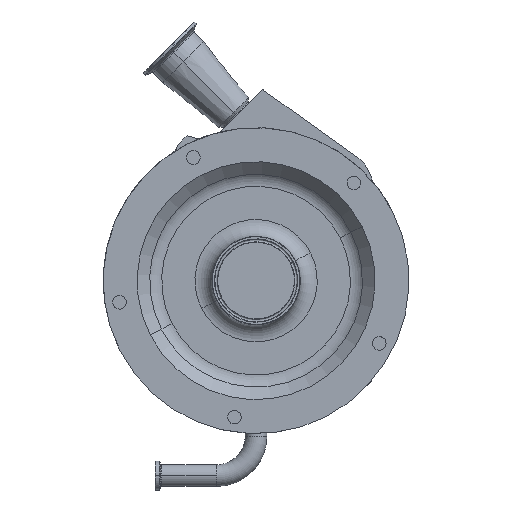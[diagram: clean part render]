
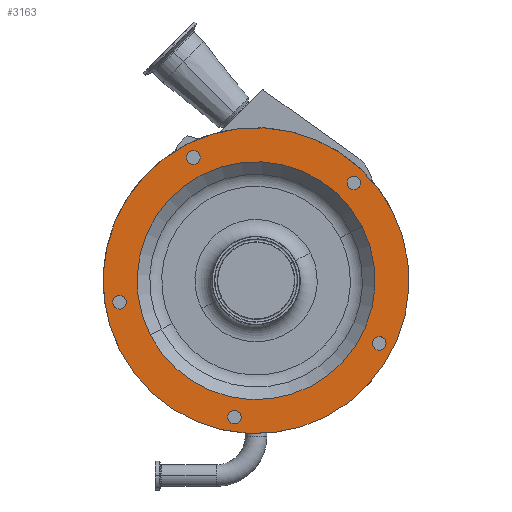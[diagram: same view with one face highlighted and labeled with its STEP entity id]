
A CAD part, top view. The second image highlights one B-rep face of the part: STEP entity #3163.
In plain terms, the highlighted planar face has unit normal (0, 0, 1).
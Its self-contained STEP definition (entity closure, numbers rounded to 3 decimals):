
#177 = CARTESIAN_POINT ( 'NONE',  ( -59.629, 112.945, 250.5 ) ) ;
#389 = DIRECTION ( 'NONE',  ( 0.891, 0.454, 0. ) ) ;
#601 = ORIENTED_EDGE ( 'NONE', *, *, #11931, .F. ) ;
#976 = CARTESIAN_POINT ( 'NONE',  ( 86.267, 86.267, 250.5 ) ) ;
#1275 = EDGE_CURVE ( 'NONE', #10215, #7882, #14580, .T. ) ;
#1289 = DIRECTION ( 'NONE',  ( 0., 0., 1. ) ) ;
#1532 = CARTESIAN_POINT ( 'NONE',  ( -115.152, -16.361, 250.5 ) ) ;
#1746 = DIRECTION ( 'NONE',  ( 0., 0., 1. ) ) ;
#1971 = AXIS2_PLACEMENT_3D ( 'NONE', #15809, #10360, #14717 ) ;
#2288 = CIRCLE ( 'NONE', #10381, 105. ) ;
#2290 = DIRECTION ( 'NONE',  ( 0., -1., 0. ) ) ;
#2373 = CARTESIAN_POINT ( 'NONE',  ( -55.387, 108.703, 250.5 ) ) ;
#2496 = EDGE_LOOP ( 'NONE', ( #11159, #2585 ) ) ;
#2521 = ORIENTED_EDGE ( 'NONE', *, *, #16684, .F. ) ;
#2542 = ORIENTED_EDGE ( 'NONE', *, *, #5387, .F. ) ;
#2585 = ORIENTED_EDGE ( 'NONE', *, *, #15889, .T. ) ;
#2874 = CIRCLE ( 'NONE', #6349, 6. ) ;
#3048 = EDGE_LOOP ( 'NONE', ( #13335, #2521 ) ) ;
#3089 = DIRECTION ( 'NONE',  ( -0.988, 0.156, 0. ) ) ;
#3147 = CIRCLE ( 'NONE', #1971, 6. ) ;
#3163 = ADVANCED_FACE ( 'NONE', ( #8997, #7731, #7910, #3751, #11794, #3840, #13340 ), #17704, .F. ) ;
#3169 = VERTEX_POINT ( 'NONE', #6574 ) ;
#3292 = CARTESIAN_POINT ( 'NONE',  ( 0., 0., 250.5 ) ) ;
#3751 = FACE_BOUND ( 'NONE', #3048, .T. ) ;
#3840 = FACE_BOUND ( 'NONE', #16044, .T. ) ;
#4058 = ORIENTED_EDGE ( 'NONE', *, *, #9272, .F. ) ;
#4380 = AXIS2_PLACEMENT_3D ( 'NONE', #7045, #12553, #5856 ) ;
#4469 = DIRECTION ( 'NONE',  ( 0., 0., 1. ) ) ;
#4623 = EDGE_CURVE ( 'NONE', #7882, #10215, #9856, .T. ) ;
#4681 = AXIS2_PLACEMENT_3D ( 'NONE', #3292, #4469, #14334 ) ;
#4796 = AXIS2_PLACEMENT_3D ( 'NONE', #6689, #8294, #5407 ) ;
#5016 = AXIS2_PLACEMENT_3D ( 'NONE', #2373, #6473, #13430 ) ;
#5071 = AXIS2_PLACEMENT_3D ( 'NONE', #976, #11826, #14466 ) ;
#5078 = CARTESIAN_POINT ( 'NONE',  ( 114.629, -56.325, 250.5 ) ) ;
#5083 = CIRCLE ( 'NONE', #4796, 6. ) ;
#5142 = DIRECTION ( 'NONE',  ( -0.454, -0.891, 0. ) ) ;
#5145 = DIRECTION ( 'NONE',  ( 0., 0., 1. ) ) ;
#5160 = CIRCLE ( 'NONE', #8048, 135. ) ;
#5315 = ORIENTED_EDGE ( 'NONE', *, *, #7581, .F. ) ;
#5373 = EDGE_CURVE ( 'NONE', #13744, #5715, #14231, .T. ) ;
#5387 = EDGE_CURVE ( 'NONE', #16331, #16432, #5553, .T. ) ;
#5407 = DIRECTION ( 'NONE',  ( -0.156, 0.988, 0. ) ) ;
#5534 = ORIENTED_EDGE ( 'NONE', *, *, #17329, .F. ) ;
#5553 = CIRCLE ( 'NONE', #10747, 105. ) ;
#5578 = VERTEX_POINT ( 'NONE', #11783 ) ;
#5715 = VERTEX_POINT ( 'NONE', #16241 ) ;
#5856 = DIRECTION ( 'NONE',  ( -0.454, -0.891, 0. ) ) ;
#6276 = CARTESIAN_POINT ( 'NONE',  ( -18.146, -126.424, 250.5 ) ) ;
#6349 = AXIS2_PLACEMENT_3D ( 'NONE', #15583, #8688, #3089 ) ;
#6451 = CIRCLE ( 'NONE', #15998, 6. ) ;
#6473 = DIRECTION ( 'NONE',  ( 0., 0., 1. ) ) ;
#6574 = CARTESIAN_POINT ( 'NONE',  ( -20.024, -114.572, 250.5 ) ) ;
#6591 = ORIENTED_EDGE ( 'NONE', *, *, #12235, .F. ) ;
#6689 = CARTESIAN_POINT ( 'NONE',  ( -120.498, -19.085, 250.5 ) ) ;
#6922 = EDGE_LOOP ( 'NONE', ( #5315, #6591 ) ) ;
#7045 = CARTESIAN_POINT ( 'NONE',  ( 108.703, -55.387, 250.5 ) ) ;
#7581 = EDGE_CURVE ( 'NONE', #5578, #8080, #14867, .T. ) ;
#7617 = CIRCLE ( 'NONE', #5016, 6. ) ;
#7712 = DIRECTION ( 'NONE',  ( 0.891, 0.454, 0. ) ) ;
#7731 = FACE_BOUND ( 'NONE', #9510, .T. ) ;
#7882 = VERTEX_POINT ( 'NONE', #5078 ) ;
#7910 = FACE_BOUND ( 'NONE', #15686, .T. ) ;
#8048 = AXIS2_PLACEMENT_3D ( 'NONE', #9066, #14774, #17768 ) ;
#8080 = VERTEX_POINT ( 'NONE', #1532 ) ;
#8294 = DIRECTION ( 'NONE',  ( 0., 0., 1. ) ) ;
#8331 = CIRCLE ( 'NONE', #13530, 6. ) ;
#8504 = EDGE_CURVE ( 'NONE', #12365, #9797, #6451, .T. ) ;
#8688 = DIRECTION ( 'NONE',  ( 0., 0., 1. ) ) ;
#8977 = DIRECTION ( 'NONE',  ( 0., 0., 1. ) ) ;
#8997 = FACE_OUTER_BOUND ( 'NONE', #2496, .T. ) ;
#9066 = CARTESIAN_POINT ( 'NONE',  ( 0., 0., 250.5 ) ) ;
#9154 = ORIENTED_EDGE ( 'NONE', *, *, #1275, .F. ) ;
#9272 = EDGE_CURVE ( 'NONE', #9797, #12365, #7617, .T. ) ;
#9465 = CARTESIAN_POINT ( 'NONE',  ( 102.777, -54.448, 250.5 ) ) ;
#9510 = EDGE_LOOP ( 'NONE', ( #17622, #601 ) ) ;
#9641 = VERTEX_POINT ( 'NONE', #6276 ) ;
#9663 = VERTEX_POINT ( 'NONE', #11769 ) ;
#9797 = VERTEX_POINT ( 'NONE', #177 ) ;
#9856 = CIRCLE ( 'NONE', #4380, 6. ) ;
#10215 = VERTEX_POINT ( 'NONE', #9465 ) ;
#10360 = DIRECTION ( 'NONE',  ( 0., 0., 1. ) ) ;
#10381 = AXIS2_PLACEMENT_3D ( 'NONE', #12048, #8977, #7712 ) ;
#10532 = CARTESIAN_POINT ( 'NONE',  ( -93.556, -47.669, 250.5 ) ) ;
#10553 = CIRCLE ( 'NONE', #5071, 6. ) ;
#10620 = CARTESIAN_POINT ( 'NONE',  ( -17.706, 34.749, 250.5 ) ) ;
#10633 = DIRECTION ( 'NONE',  ( -0.988, 0.156, 0. ) ) ;
#10743 = DIRECTION ( 'NONE',  ( 0., 0., 1. ) ) ;
#10747 = AXIS2_PLACEMENT_3D ( 'NONE', #13153, #1746, #389 ) ;
#11159 = ORIENTED_EDGE ( 'NONE', *, *, #5373, .T. ) ;
#11621 = AXIS2_PLACEMENT_3D ( 'NONE', #13687, #1289, #12236 ) ;
#11769 = CARTESIAN_POINT ( 'NONE',  ( 88.991, 91.613, 250.5 ) ) ;
#11783 = CARTESIAN_POINT ( 'NONE',  ( -125.844, -21.809, 250.5 ) ) ;
#11794 = FACE_BOUND ( 'NONE', #6922, .T. ) ;
#11826 = DIRECTION ( 'NONE',  ( 0., 0., 1. ) ) ;
#11931 = EDGE_CURVE ( 'NONE', #14777, #9663, #10553, .T. ) ;
#12048 = CARTESIAN_POINT ( 'NONE',  ( 0., 0., 250.5 ) ) ;
#12235 = EDGE_CURVE ( 'NONE', #8080, #5578, #5083, .T. ) ;
#12236 = DIRECTION ( 'NONE',  ( -0.156, 0.988, 0. ) ) ;
#12261 = CARTESIAN_POINT ( 'NONE',  ( -19.085, -120.498, 250.5 ) ) ;
#12365 = VERTEX_POINT ( 'NONE', #15464 ) ;
#12553 = DIRECTION ( 'NONE',  ( 0., 0., 1. ) ) ;
#12628 = ORIENTED_EDGE ( 'NONE', *, *, #4623, .F. ) ;
#13153 = CARTESIAN_POINT ( 'NONE',  ( 0., 0., 250.5 ) ) ;
#13253 = DIRECTION ( 'NONE',  ( 0., 0., -1. ) ) ;
#13335 = ORIENTED_EDGE ( 'NONE', *, *, #15469, .F. ) ;
#13340 = FACE_BOUND ( 'NONE', #16051, .T. ) ;
#13381 = CARTESIAN_POINT ( 'NONE',  ( -55.387, 108.703, 250.5 ) ) ;
#13430 = DIRECTION ( 'NONE',  ( 0.891, 0.454, 0. ) ) ;
#13490 = CARTESIAN_POINT ( 'NONE',  ( 120.286, 61.289, 250.5 ) ) ;
#13530 = AXIS2_PLACEMENT_3D ( 'NONE', #12261, #17897, #10633 ) ;
#13641 = CARTESIAN_POINT ( 'NONE',  ( 83.543, 80.921, 250.5 ) ) ;
#13687 = CARTESIAN_POINT ( 'NONE',  ( -120.498, -19.085, 250.5 ) ) ;
#13744 = VERTEX_POINT ( 'NONE', #13490 ) ;
#14231 = CIRCLE ( 'NONE', #4681, 135. ) ;
#14334 = DIRECTION ( 'NONE',  ( 0.891, 0.454, 0. ) ) ;
#14466 = DIRECTION ( 'NONE',  ( 0.707, -0.707, 0. ) ) ;
#14580 = CIRCLE ( 'NONE', #16322, 6. ) ;
#14717 = DIRECTION ( 'NONE',  ( 0.707, -0.707, 0. ) ) ;
#14774 = DIRECTION ( 'NONE',  ( 0., 0., 1. ) ) ;
#14777 = VERTEX_POINT ( 'NONE', #13641 ) ;
#14867 = CIRCLE ( 'NONE', #11621, 6. ) ;
#15104 = CARTESIAN_POINT ( 'NONE',  ( 108.703, -55.387, 250.5 ) ) ;
#15464 = CARTESIAN_POINT ( 'NONE',  ( -51.144, 104.46, 250.5 ) ) ;
#15469 = EDGE_CURVE ( 'NONE', #9641, #3169, #8331, .T. ) ;
#15583 = CARTESIAN_POINT ( 'NONE',  ( -19.085, -120.498, 250.5 ) ) ;
#15686 = EDGE_LOOP ( 'NONE', ( #12628, #9154 ) ) ;
#15809 = CARTESIAN_POINT ( 'NONE',  ( 86.267, 86.267, 250.5 ) ) ;
#15889 = EDGE_CURVE ( 'NONE', #5715, #13744, #5160, .T. ) ;
#15933 = DIRECTION ( 'NONE',  ( 0.891, 0.454, 0. ) ) ;
#15998 = AXIS2_PLACEMENT_3D ( 'NONE', #13381, #5145, #15933 ) ;
#16044 = EDGE_LOOP ( 'NONE', ( #4058, #17297 ) ) ;
#16051 = EDGE_LOOP ( 'NONE', ( #5534, #2542 ) ) ;
#16163 = CARTESIAN_POINT ( 'NONE',  ( 93.556, 47.669, 250.5 ) ) ;
#16241 = CARTESIAN_POINT ( 'NONE',  ( -120.286, -61.289, 250.5 ) ) ;
#16322 = AXIS2_PLACEMENT_3D ( 'NONE', #15104, #10743, #5142 ) ;
#16331 = VERTEX_POINT ( 'NONE', #10532 ) ;
#16432 = VERTEX_POINT ( 'NONE', #16163 ) ;
#16684 = EDGE_CURVE ( 'NONE', #3169, #9641, #2874, .T. ) ;
#16793 = AXIS2_PLACEMENT_3D ( 'NONE', #10620, #13253, #2290 ) ;
#17297 = ORIENTED_EDGE ( 'NONE', *, *, #8504, .F. ) ;
#17329 = EDGE_CURVE ( 'NONE', #16432, #16331, #2288, .T. ) ;
#17622 = ORIENTED_EDGE ( 'NONE', *, *, #17888, .F. ) ;
#17704 = PLANE ( 'NONE',  #16793 ) ;
#17768 = DIRECTION ( 'NONE',  ( 0.891, 0.454, 0. ) ) ;
#17888 = EDGE_CURVE ( 'NONE', #9663, #14777, #3147, .T. ) ;
#17897 = DIRECTION ( 'NONE',  ( 0., 0., 1. ) ) ;
